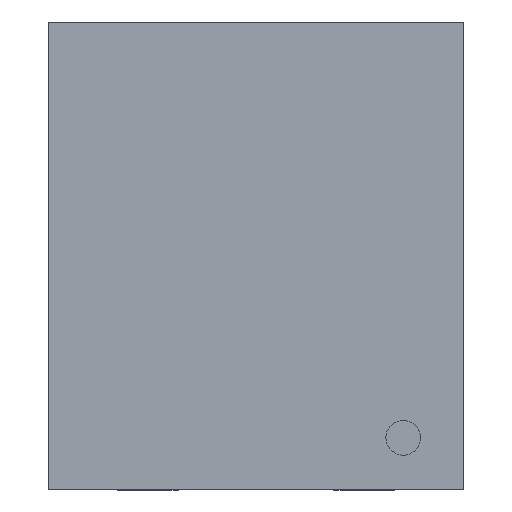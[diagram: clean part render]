
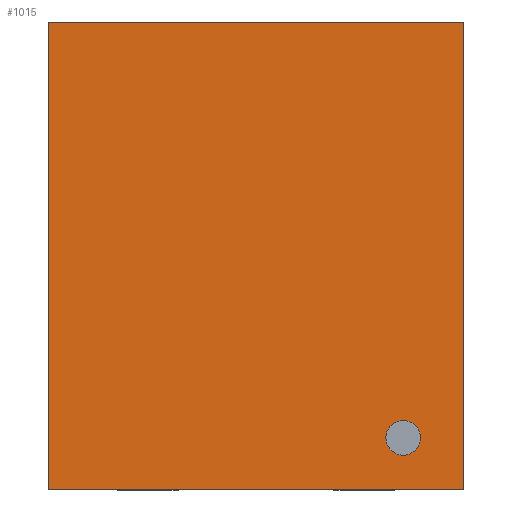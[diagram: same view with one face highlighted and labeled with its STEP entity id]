
A CAD part, left-side view. The second image highlights one B-rep face of the part: STEP entity #1015.
In plain terms, the highlighted planar face has unit normal (-1, 0, 0).
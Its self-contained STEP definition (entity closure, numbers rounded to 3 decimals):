
#111=LINE('',#1605,#224);
#117=LINE('',#1616,#230);
#120=LINE('',#1621,#233);
#125=LINE('',#1628,#238);
#224=VECTOR('',#1327,2.7);
#230=VECTOR('',#1335,2.4);
#233=VECTOR('',#1340,2.7);
#238=VECTOR('',#1347,2.4);
#275=PLANE('',#1090);
#278=FACE_BOUND('',#377,.T.);
#326=FACE_OUTER_BOUND('',#376,.T.);
#376=EDGE_LOOP('',(#864,#865,#866,#867));
#377=EDGE_LOOP('',(#868));
#380=CIRCLE('',#1021,0.1);
#404=VERTEX_POINT('',#1357);
#487=VERTEX_POINT('',#1603);
#488=VERTEX_POINT('',#1604);
#492=VERTEX_POINT('',#1614);
#493=VERTEX_POINT('',#1620);
#496=EDGE_CURVE('',#404,#404,#380,.T.);
#616=EDGE_CURVE('',#487,#488,#111,.T.);
#622=EDGE_CURVE('',#488,#492,#117,.T.);
#625=EDGE_CURVE('',#492,#493,#120,.T.);
#630=EDGE_CURVE('',#493,#487,#125,.T.);
#864=ORIENTED_EDGE('',*,*,#630,.T.);
#865=ORIENTED_EDGE('',*,*,#616,.T.);
#866=ORIENTED_EDGE('',*,*,#622,.T.);
#867=ORIENTED_EDGE('',*,*,#625,.T.);
#868=ORIENTED_EDGE('',*,*,#496,.T.);
#1015=ADVANCED_FACE('',(#326,#278),#275,.F.);
#1021=AXIS2_PLACEMENT_3D('',#1358,#1098,#1099);
#1090=AXIS2_PLACEMENT_3D('',#1630,#1349,#1350);
#1098=DIRECTION('center_axis',(1.,0.,0.));
#1099=DIRECTION('ref_axis',(0.,0.,-1.));
#1327=DIRECTION('',(0.,0.,-1.));
#1335=DIRECTION('',(0.,-1.,0.));
#1340=DIRECTION('',(0.,0.,1.));
#1347=DIRECTION('',(0.,1.,0.));
#1349=DIRECTION('center_axis',(1.,0.,0.));
#1350=DIRECTION('ref_axis',(0.,0.,-1.));
#1357=CARTESIAN_POINT('',(0.,-0.85,-0.95));
#1358=CARTESIAN_POINT('Origin',(0.,-0.85,-1.05));
#1603=CARTESIAN_POINT('',(0.,1.2,1.35));
#1604=CARTESIAN_POINT('',(0.,1.2,-1.35));
#1605=CARTESIAN_POINT('',(0.,1.2,1.35));
#1614=CARTESIAN_POINT('',(0.,-1.2,-1.35));
#1616=CARTESIAN_POINT('',(0.,1.2,-1.35));
#1620=CARTESIAN_POINT('',(0.,-1.2,1.35));
#1621=CARTESIAN_POINT('',(0.,-1.2,-1.35));
#1628=CARTESIAN_POINT('',(0.,-1.2,1.35));
#1630=CARTESIAN_POINT('Origin',(0.,0.,0.));
